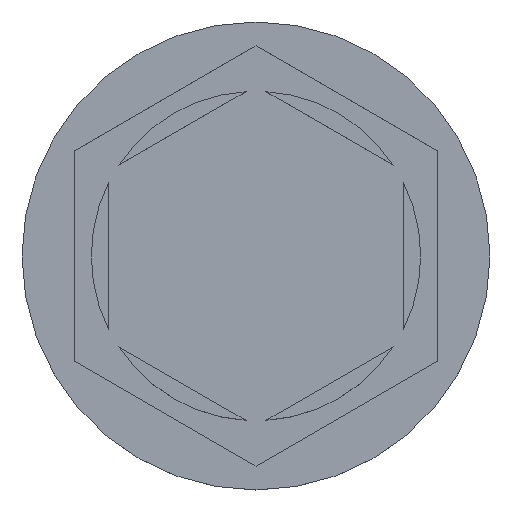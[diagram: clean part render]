
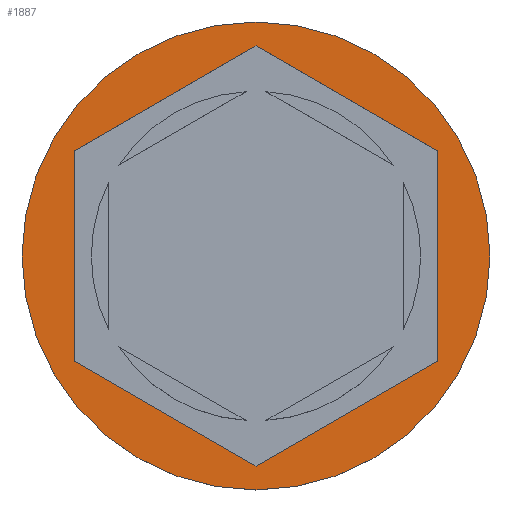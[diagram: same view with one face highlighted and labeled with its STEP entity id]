
A CAD part, top view. The second image highlights one B-rep face of the part: STEP entity #1887.
In plain terms, the highlighted planar face has unit normal (0, 0, 1).
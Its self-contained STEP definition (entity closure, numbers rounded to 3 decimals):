
#47 = CARTESIAN_POINT ( 'NONE',  ( -5.25, -3.031, 0. ) ) ;
#103 = VERTEX_POINT ( 'NONE', #955 ) ;
#135 = AXIS2_PLACEMENT_3D ( 'NONE', #539, #909, #1638 ) ;
#205 = EDGE_LOOP ( 'NONE', ( #1707, #794 ) ) ;
#277 = FACE_OUTER_BOUND ( 'NONE', #205, .T. ) ;
#304 = CARTESIAN_POINT ( 'NONE',  ( 0., 6.062, 0. ) ) ;
#309 = PLANE ( 'NONE',  #1956 ) ;
#352 = VERTEX_POINT ( 'NONE', #304 ) ;
#468 = CARTESIAN_POINT ( 'NONE',  ( 0., 0., 0. ) ) ;
#480 = VECTOR ( 'NONE', #2338, 1000. ) ;
#482 = DIRECTION ( 'NONE',  ( -0.866, 0.5, 0. ) ) ;
#485 = FACE_BOUND ( 'NONE', #2047, .T. ) ;
#506 = EDGE_CURVE ( 'NONE', #103, #2136, #2175, .T. ) ;
#539 = CARTESIAN_POINT ( 'NONE',  ( 0., 0., 0. ) ) ;
#568 = CARTESIAN_POINT ( 'NONE',  ( 5.25, 3.031, 0. ) ) ;
#612 = CARTESIAN_POINT ( 'NONE',  ( -6.75, 0., 0. ) ) ;
#711 = CARTESIAN_POINT ( 'NONE',  ( 5.25, -3.031, 0. ) ) ;
#722 = DIRECTION ( 'NONE',  ( 0., -1., 0. ) ) ;
#758 = DIRECTION ( 'NONE',  ( 0.866, -0.5, 0. ) ) ;
#794 = ORIENTED_EDGE ( 'NONE', *, *, #1814, .T. ) ;
#803 = CIRCLE ( 'NONE', #1608, 6.75 ) ;
#836 = VERTEX_POINT ( 'NONE', #2177 ) ;
#877 = EDGE_CURVE ( 'NONE', #836, #1730, #1084, .T. ) ;
#881 = CARTESIAN_POINT ( 'NONE',  ( 5.25, -3.031, 0. ) ) ;
#908 = CARTESIAN_POINT ( 'NONE',  ( -5.25, 3.031, 0. ) ) ;
#909 = DIRECTION ( 'NONE',  ( 0., 0., 1. ) ) ;
#955 = CARTESIAN_POINT ( 'NONE',  ( 6.75, 0., 0. ) ) ;
#1009 = ORIENTED_EDGE ( 'NONE', *, *, #1569, .F. ) ;
#1014 = DIRECTION ( 'NONE',  ( 0., 0., 1. ) ) ;
#1077 = VECTOR ( 'NONE', #758, 1000. ) ;
#1084 = LINE ( 'NONE', #1441, #480 ) ;
#1117 = LINE ( 'NONE', #47, #1077 ) ;
#1154 = LINE ( 'NONE', #1891, #1237 ) ;
#1171 = CARTESIAN_POINT ( 'NONE',  ( 0., 0., 0. ) ) ;
#1237 = VECTOR ( 'NONE', #1880, 1000. ) ;
#1332 = EDGE_CURVE ( 'NONE', #2045, #1615, #1430, .T. ) ;
#1373 = ORIENTED_EDGE ( 'NONE', *, *, #2197, .F. ) ;
#1374 = DIRECTION ( 'NONE',  ( 0., 0., 1. ) ) ;
#1377 = VECTOR ( 'NONE', #1434, 1000. ) ;
#1430 = LINE ( 'NONE', #2158, #1952 ) ;
#1434 = DIRECTION ( 'NONE',  ( 0., 1., 0. ) ) ;
#1441 = CARTESIAN_POINT ( 'NONE',  ( 0., -6.062, 0. ) ) ;
#1461 = VECTOR ( 'NONE', #482, 1000. ) ;
#1549 = LINE ( 'NONE', #1561, #1461 ) ;
#1561 = CARTESIAN_POINT ( 'NONE',  ( 5.25, 3.031, 0. ) ) ;
#1569 = EDGE_CURVE ( 'NONE', #1945, #352, #1549, .T. ) ;
#1608 = AXIS2_PLACEMENT_3D ( 'NONE', #468, #1374, #2095 ) ;
#1615 = VERTEX_POINT ( 'NONE', #2267 ) ;
#1638 = DIRECTION ( 'NONE',  ( 1., 0., 0. ) ) ;
#1707 = ORIENTED_EDGE ( 'NONE', *, *, #506, .T. ) ;
#1730 = VERTEX_POINT ( 'NONE', #881 ) ;
#1741 = EDGE_CURVE ( 'NONE', #1730, #1945, #2344, .T. ) ;
#1814 = EDGE_CURVE ( 'NONE', #2136, #103, #803, .T. ) ;
#1860 = ORIENTED_EDGE ( 'NONE', *, *, #877, .F. ) ;
#1880 = DIRECTION ( 'NONE',  ( -0.866, -0.5, 0. ) ) ;
#1887 = ADVANCED_FACE ( 'NONE', ( #485, #277 ), #309, .T. ) ;
#1891 = CARTESIAN_POINT ( 'NONE',  ( 0., 6.062, 0. ) ) ;
#1896 = DIRECTION ( 'NONE',  ( 1., 0., 0. ) ) ;
#1945 = VERTEX_POINT ( 'NONE', #568 ) ;
#1952 = VECTOR ( 'NONE', #722, 1000. ) ;
#1956 = AXIS2_PLACEMENT_3D ( 'NONE', #1171, #1014, #1896 ) ;
#2014 = ORIENTED_EDGE ( 'NONE', *, *, #2165, .F. ) ;
#2045 = VERTEX_POINT ( 'NONE', #908 ) ;
#2047 = EDGE_LOOP ( 'NONE', ( #1009, #2094, #1860, #1373, #2255, #2014 ) ) ;
#2094 = ORIENTED_EDGE ( 'NONE', *, *, #1741, .F. ) ;
#2095 = DIRECTION ( 'NONE',  ( 1., 0., 0. ) ) ;
#2136 = VERTEX_POINT ( 'NONE', #612 ) ;
#2158 = CARTESIAN_POINT ( 'NONE',  ( -5.25, 3.031, 0. ) ) ;
#2165 = EDGE_CURVE ( 'NONE', #352, #2045, #1154, .T. ) ;
#2175 = CIRCLE ( 'NONE', #135, 6.75 ) ;
#2177 = CARTESIAN_POINT ( 'NONE',  ( 0., -6.062, 0. ) ) ;
#2197 = EDGE_CURVE ( 'NONE', #1615, #836, #1117, .T. ) ;
#2255 = ORIENTED_EDGE ( 'NONE', *, *, #1332, .F. ) ;
#2267 = CARTESIAN_POINT ( 'NONE',  ( -5.25, -3.031, 0. ) ) ;
#2338 = DIRECTION ( 'NONE',  ( 0.866, 0.5, 0. ) ) ;
#2344 = LINE ( 'NONE', #711, #1377 ) ;
